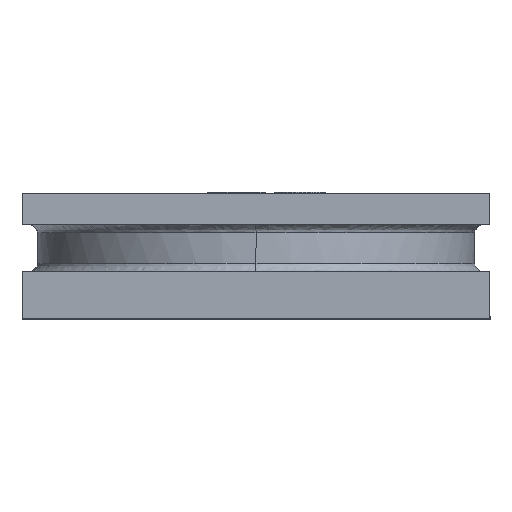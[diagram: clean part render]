
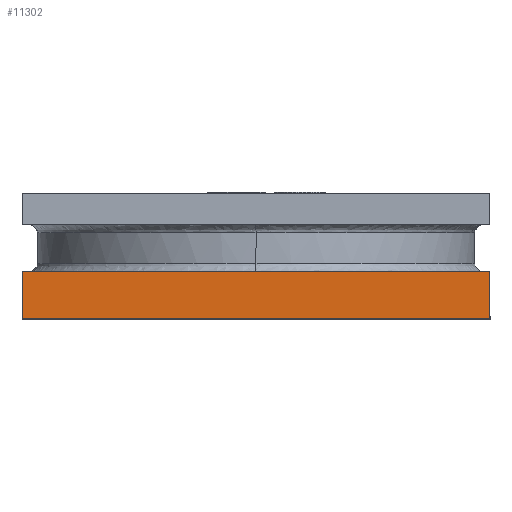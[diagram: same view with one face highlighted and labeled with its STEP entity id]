
A CAD part, left-side view. The second image highlights one B-rep face of the part: STEP entity #11302.
In plain terms, the highlighted planar face has unit normal (-1, 0, 0).
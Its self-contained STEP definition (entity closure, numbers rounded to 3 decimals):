
#301 = VECTOR ( 'NONE', #868, 1000. ) ;
#680 = CARTESIAN_POINT ( 'NONE',  ( -1.5, -1.5, 0. ) ) ;
#868 = DIRECTION ( 'NONE',  ( 0., -1., 0. ) ) ;
#1043 = CARTESIAN_POINT ( 'NONE',  ( -1.5, 1.5, 0.3 ) ) ;
#1173 = VECTOR ( 'NONE', #17159, 1000. ) ;
#1560 = ORIENTED_EDGE ( 'NONE', *, *, #7128, .F. ) ;
#2412 = VERTEX_POINT ( 'NONE', #9631 ) ;
#3131 = PLANE ( 'NONE',  #9730 ) ;
#3911 = CARTESIAN_POINT ( 'NONE',  ( -1.5, -1.5, -0.01 ) ) ;
#4572 = ORIENTED_EDGE ( 'NONE', *, *, #13845, .T. ) ;
#6074 = LINE ( 'NONE', #1043, #301 ) ;
#6272 = CARTESIAN_POINT ( 'NONE',  ( -1.5, 1.5, -0.01 ) ) ;
#6451 = LINE ( 'NONE', #680, #15576 ) ;
#7128 = EDGE_CURVE ( 'NONE', #14975, #2412, #16846, .T. ) ;
#9631 = CARTESIAN_POINT ( 'NONE',  ( -1.5, 1.5, 0.3 ) ) ;
#9730 = AXIS2_PLACEMENT_3D ( 'NONE', #15646, #15562, #14476 ) ;
#11170 = EDGE_LOOP ( 'NONE', ( #12778, #16211, #1560, #4572 ) ) ;
#11302 = ADVANCED_FACE ( 'NONE', ( #14139 ), #3131, .F. ) ;
#12632 = EDGE_CURVE ( 'NONE', #2412, #14999, #6074, .T. ) ;
#12778 = ORIENTED_EDGE ( 'NONE', *, *, #13067, .T. ) ;
#13067 = EDGE_CURVE ( 'NONE', #16515, #14999, #6451, .T. ) ;
#13099 = VECTOR ( 'NONE', #14335, 1000. ) ;
#13130 = LINE ( 'NONE', #6272, #1173 ) ;
#13845 = EDGE_CURVE ( 'NONE', #14975, #16515, #13130, .T. ) ;
#13926 = CARTESIAN_POINT ( 'NONE',  ( -1.5, -1.5, 0.3 ) ) ;
#14139 = FACE_OUTER_BOUND ( 'NONE', #11170, .T. ) ;
#14335 = DIRECTION ( 'NONE',  ( 0., 0., 1. ) ) ;
#14476 = DIRECTION ( 'NONE',  ( 0., 0., -1. ) ) ;
#14561 = DIRECTION ( 'NONE',  ( 0., 0., 1. ) ) ;
#14975 = VERTEX_POINT ( 'NONE', #16238 ) ;
#14999 = VERTEX_POINT ( 'NONE', #13926 ) ;
#15562 = DIRECTION ( 'NONE',  ( 1., 0., 0. ) ) ;
#15576 = VECTOR ( 'NONE', #14561, 1000. ) ;
#15588 = CARTESIAN_POINT ( 'NONE',  ( -1.5, 1.5, 0. ) ) ;
#15646 = CARTESIAN_POINT ( 'NONE',  ( -1.5, 1.5, 0. ) ) ;
#16211 = ORIENTED_EDGE ( 'NONE', *, *, #12632, .F. ) ;
#16238 = CARTESIAN_POINT ( 'NONE',  ( -1.5, 1.5, -0.01 ) ) ;
#16515 = VERTEX_POINT ( 'NONE', #3911 ) ;
#16846 = LINE ( 'NONE', #15588, #13099 ) ;
#17159 = DIRECTION ( 'NONE',  ( 0., -1., 0. ) ) ;
